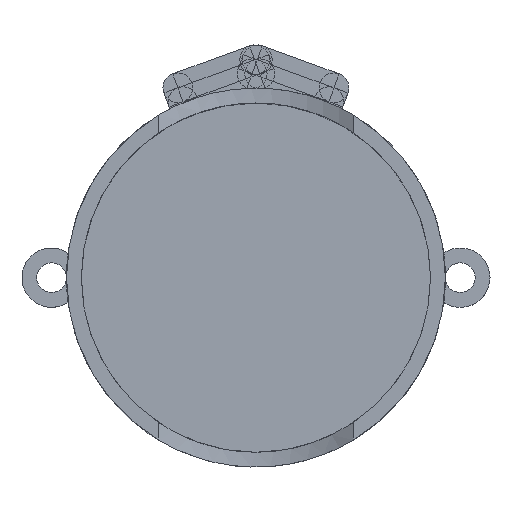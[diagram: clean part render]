
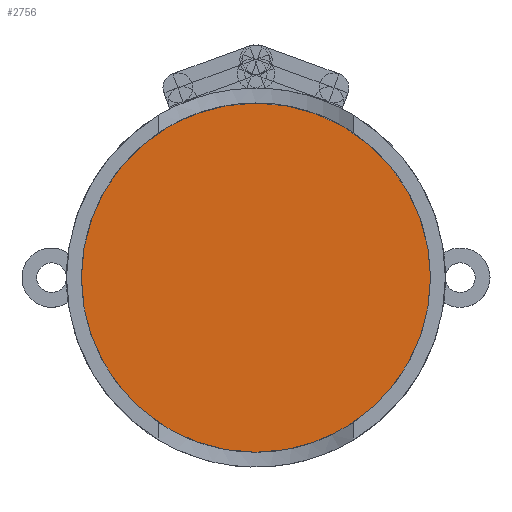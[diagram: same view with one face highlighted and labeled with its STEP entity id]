
A CAD part, top view. The second image highlights one B-rep face of the part: STEP entity #2756.
In plain terms, the highlighted planar face has unit normal (0, 0, 1).
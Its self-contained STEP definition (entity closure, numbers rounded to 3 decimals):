
#1853 = VERTEX_POINT('',#1854);
#1854 = CARTESIAN_POINT('',(23.5,0.,2.));
#1862 = EDGE_CURVE('',#1863,#1853,#1865,.T.);
#1863 = VERTEX_POINT('',#1864);
#1864 = CARTESIAN_POINT('',(-23.5,0.,2.));
#1865 = CIRCLE('',#1866,23.5);
#1866 = AXIS2_PLACEMENT_3D('',#1867,#1868,#1869);
#1867 = CARTESIAN_POINT('',(0.,0.,2.));
#1868 = DIRECTION('',(0.,0.,1.));
#1869 = DIRECTION('',(1.,0.,0.));
#1871 = EDGE_CURVE('',#1853,#1863,#1872,.T.);
#1872 = CIRCLE('',#1873,23.5);
#1873 = AXIS2_PLACEMENT_3D('',#1874,#1875,#1876);
#1874 = CARTESIAN_POINT('',(0.,0.,2.));
#1875 = DIRECTION('',(0.,0.,1.));
#1876 = DIRECTION('',(1.,0.,0.));
#2756 = ADVANCED_FACE('',(#2757),#2761,.T.);
#2757 = FACE_BOUND('',#2758,.F.);
#2758 = EDGE_LOOP('',(#2759,#2760));
#2759 = ORIENTED_EDGE('',*,*,#1871,.F.);
#2760 = ORIENTED_EDGE('',*,*,#1862,.F.);
#2761 = PLANE('',#2762);
#2762 = AXIS2_PLACEMENT_3D('',#2763,#2764,#2765);
#2763 = CARTESIAN_POINT('',(0.,0.,2.));
#2764 = DIRECTION('',(0.,0.,1.));
#2765 = DIRECTION('',(1.,0.,0.));
